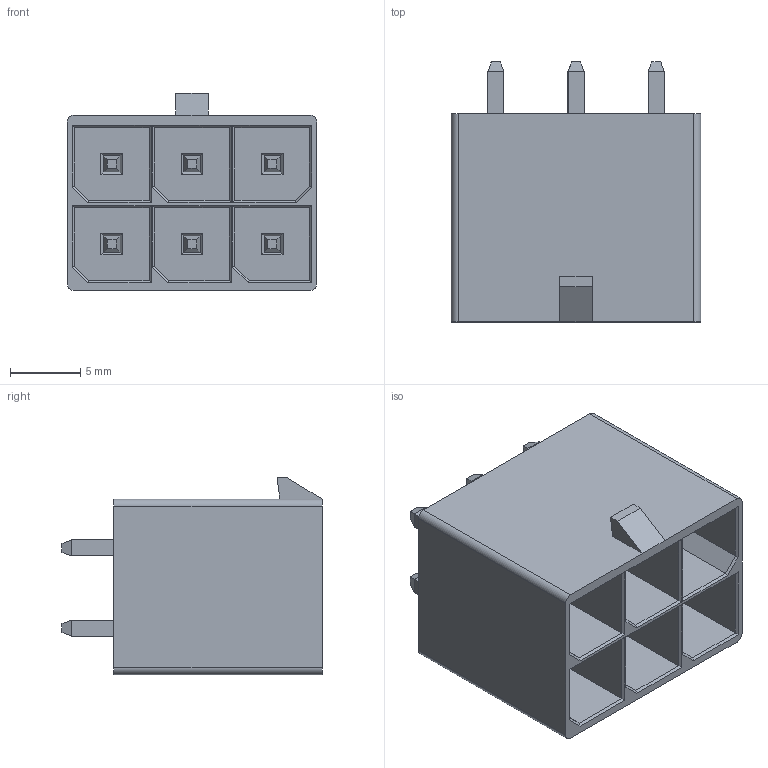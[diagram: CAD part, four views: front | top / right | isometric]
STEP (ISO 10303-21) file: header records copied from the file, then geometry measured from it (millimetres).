
FILE_DESCRIPTION(/* description */ ('Unknown'),/* implementation_level */ '2;1');
FILE_NAME(/* name */ '657006230201',/* time_stamp */ '2022-10-13T09:48:07+02:00',/* author */ ('Unknown'),/* organization */ ('Unknown'),/* preprocessor_version */ 'ST-DEVELOPER v16.7',/* originating_system */ 'Solid Edge',/* authorisation */ 'Unknown');
FILE_SCHEMA (('AUTOMOTIVE_DESIGN {1 0 10303 214 3 1 1}'));
Length unit declared in the file: millimetre
Products named in the file (3): 6570xx230201; 657006230201; 6570xx230201_Pin
Assembly tree (9 placements, depth 2):
  6570xx230201
    657006230201
    6570xx230201_Pin  x8
Bounding box: 17.75 x 18.5 x 14.03 mm (x, y, z)
Volume: 1478 mm3; surface area: 3589.1 mm2
Topology: 9 solids, 9 shells, 397 faces, 939 edges, 578 vertices
Faces by surface type: plane 369, cylinder 28
Entity records: 8785 total; most frequent: CARTESIAN_POINT 1518, ORIENTED_EDGE 1486, DIRECTION 1417, EDGE_CURVE 743, LINE 687, VECTOR 687, VERTEX_POINT 466, AXIS2_PLACEMENT_3D 365
